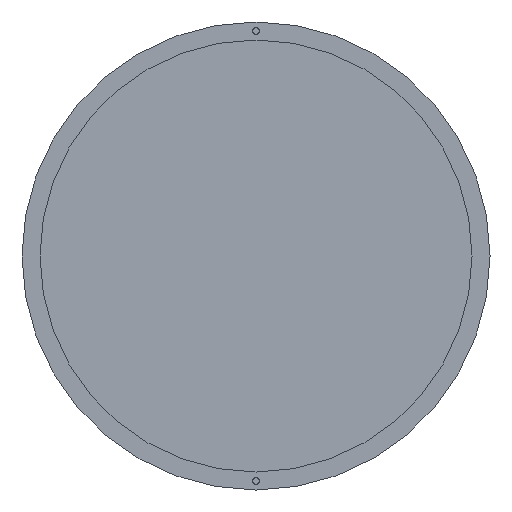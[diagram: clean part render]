
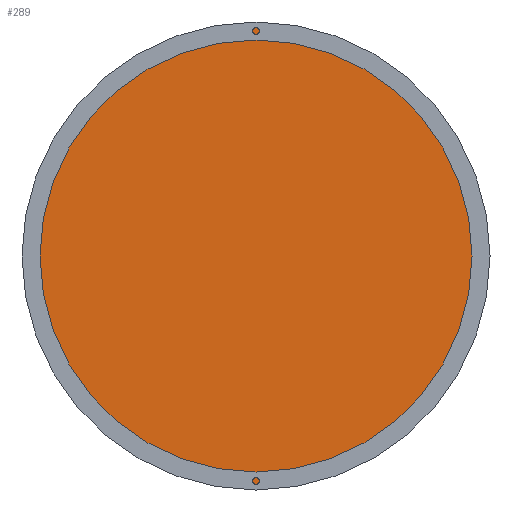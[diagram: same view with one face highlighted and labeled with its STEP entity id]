
A CAD part, left-side view. The second image highlights one B-rep face of the part: STEP entity #289.
In plain terms, the highlighted planar face has unit normal (-1, 0, 0).
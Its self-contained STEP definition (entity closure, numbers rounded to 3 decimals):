
#16 = CARTESIAN_POINT ( 'NONE',  ( -0.001, 0., 0. ) ) ;
#35 = VERTEX_POINT ( 'NONE', #82 ) ;
#67 = CIRCLE ( 'NONE', #68, 82.55 ) ;
#68 = AXIS2_PLACEMENT_3D ( 'NONE', #16, #120, #299 ) ;
#82 = CARTESIAN_POINT ( 'NONE',  ( -0.001, 0., -82.55 ) ) ;
#114 = EDGE_LOOP ( 'NONE', ( #297, #368 ) ) ;
#120 = DIRECTION ( 'NONE',  ( 1., 0., 0. ) ) ;
#137 = VERTEX_POINT ( 'NONE', #325 ) ;
#150 = CIRCLE ( 'NONE', #363, 82.55 ) ;
#186 = CARTESIAN_POINT ( 'NONE',  ( -0.001, 0., 0. ) ) ;
#189 = FACE_OUTER_BOUND ( 'NONE', #114, .T. ) ;
#197 = EDGE_CURVE ( 'NONE', #35, #137, #150, .T. ) ;
#233 = DIRECTION ( 'NONE',  ( 0., 0., -1. ) ) ;
#289 = ADVANCED_FACE ( 'NONE', ( #189 ), #585, .F. ) ;
#297 = ORIENTED_EDGE ( 'NONE', *, *, #538, .F. ) ;
#299 = DIRECTION ( 'NONE',  ( 0., 0., -1. ) ) ;
#325 = CARTESIAN_POINT ( 'NONE',  ( -0.001, 0., 82.55 ) ) ;
#363 = AXIS2_PLACEMENT_3D ( 'NONE', #186, #455, #233 ) ;
#368 = ORIENTED_EDGE ( 'NONE', *, *, #197, .F. ) ;
#383 = AXIS2_PLACEMENT_3D ( 'NONE', #504, #460, #488 ) ;
#455 = DIRECTION ( 'NONE',  ( 1., 0., 0. ) ) ;
#460 = DIRECTION ( 'NONE',  ( 1., 0., 0. ) ) ;
#488 = DIRECTION ( 'NONE',  ( 0., 0., -1. ) ) ;
#504 = CARTESIAN_POINT ( 'NONE',  ( -0.001, 0., 0. ) ) ;
#538 = EDGE_CURVE ( 'NONE', #137, #35, #67, .T. ) ;
#585 = PLANE ( 'NONE',  #383 ) ;
